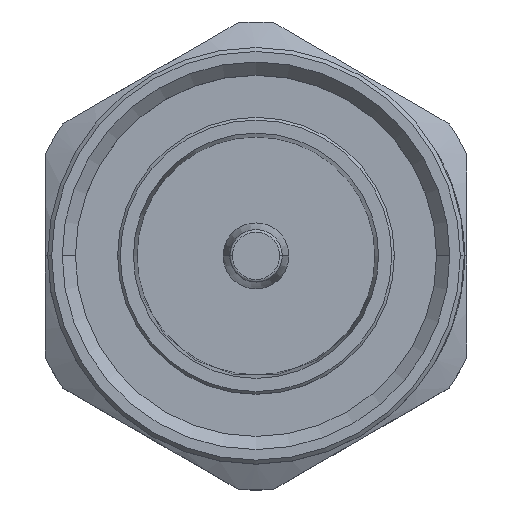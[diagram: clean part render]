
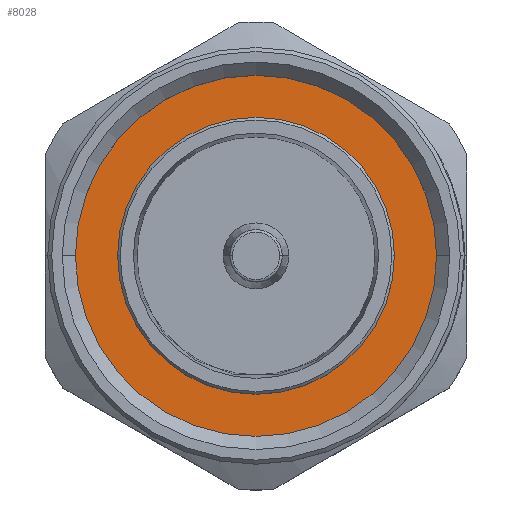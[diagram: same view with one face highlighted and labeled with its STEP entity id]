
A CAD part, top view. The second image highlights one B-rep face of the part: STEP entity #8028.
In plain terms, the highlighted planar face has unit normal (0, 0, 1).
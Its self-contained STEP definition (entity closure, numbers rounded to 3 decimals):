
#269 = DIRECTION ( 'NONE',  ( 0., 0., 1. ) ) ;
#804 = CIRCLE ( 'NONE', #7623, 10.5 ) ;
#1078 = VERTEX_POINT ( 'NONE', #7928 ) ;
#1134 = DIRECTION ( 'NONE',  ( 0., 0., -1. ) ) ;
#2423 = ORIENTED_EDGE ( 'NONE', *, *, #12562, .T. ) ;
#3855 = CIRCLE ( 'NONE', #11953, 13.7 ) ;
#3988 = EDGE_CURVE ( 'NONE', #10031, #1078, #14545, .T. ) ;
#4475 = ORIENTED_EDGE ( 'NONE', *, *, #7620, .T. ) ;
#5698 = FACE_BOUND ( 'NONE', #12097, .T. ) ;
#5970 = EDGE_LOOP ( 'NONE', ( #12253, #12709 ) ) ;
#6369 = DIRECTION ( 'NONE',  ( 0., 0., -1. ) ) ;
#6572 = CARTESIAN_POINT ( 'NONE',  ( 0., 0., -4.612 ) ) ;
#6768 = DIRECTION ( 'NONE',  ( 0., 0., -1. ) ) ;
#7458 = EDGE_CURVE ( 'NONE', #1078, #10031, #3855, .T. ) ;
#7468 = CARTESIAN_POINT ( 'NONE',  ( 0., 0., -4.612 ) ) ;
#7620 = EDGE_CURVE ( 'NONE', #8055, #7712, #804, .T. ) ;
#7623 = AXIS2_PLACEMENT_3D ( 'NONE', #13967, #6768, #15202 ) ;
#7712 = VERTEX_POINT ( 'NONE', #12913 ) ;
#7776 = DIRECTION ( 'NONE',  ( -1., 0., 0. ) ) ;
#7928 = CARTESIAN_POINT ( 'NONE',  ( -13.7, 0., -4.612 ) ) ;
#8028 = ADVANCED_FACE ( 'NONE', ( #5698, #8853 ), #11133, .F. ) ;
#8055 = VERTEX_POINT ( 'NONE', #8747 ) ;
#8094 = AXIS2_PLACEMENT_3D ( 'NONE', #6572, #14987, #7776 ) ;
#8324 = CARTESIAN_POINT ( 'NONE',  ( 0., 0., -4.612 ) ) ;
#8656 = DIRECTION ( 'NONE',  ( -1., 0., 0. ) ) ;
#8747 = CARTESIAN_POINT ( 'NONE',  ( 10.5, 0., -4.612 ) ) ;
#8853 = FACE_OUTER_BOUND ( 'NONE', #5970, .T. ) ;
#9503 = CARTESIAN_POINT ( 'NONE',  ( 13.7, 0., -4.612 ) ) ;
#9526 = DIRECTION ( 'NONE',  ( -1., 0., 0. ) ) ;
#10031 = VERTEX_POINT ( 'NONE', #9503 ) ;
#10520 = AXIS2_PLACEMENT_3D ( 'NONE', #8324, #1134, #9526 ) ;
#11133 = PLANE ( 'NONE',  #14171 ) ;
#11953 = AXIS2_PLACEMENT_3D ( 'NONE', #7468, #269, #8656 ) ;
#12097 = EDGE_LOOP ( 'NONE', ( #4475, #2423 ) ) ;
#12253 = ORIENTED_EDGE ( 'NONE', *, *, #3988, .T. ) ;
#12339 = CARTESIAN_POINT ( 'NONE',  ( 0., 0., -4.612 ) ) ;
#12562 = EDGE_CURVE ( 'NONE', #7712, #8055, #14238, .T. ) ;
#12709 = ORIENTED_EDGE ( 'NONE', *, *, #7458, .T. ) ;
#12913 = CARTESIAN_POINT ( 'NONE',  ( -10.5, 0., -4.612 ) ) ;
#13967 = CARTESIAN_POINT ( 'NONE',  ( 0., 0., -4.612 ) ) ;
#14171 = AXIS2_PLACEMENT_3D ( 'NONE', #12339, #6369, #14766 ) ;
#14238 = CIRCLE ( 'NONE', #10520, 10.5 ) ;
#14545 = CIRCLE ( 'NONE', #8094, 13.7 ) ;
#14766 = DIRECTION ( 'NONE',  ( -1., 0., 0. ) ) ;
#14987 = DIRECTION ( 'NONE',  ( 0., 0., 1. ) ) ;
#15202 = DIRECTION ( 'NONE',  ( -1., 0., 0. ) ) ;
